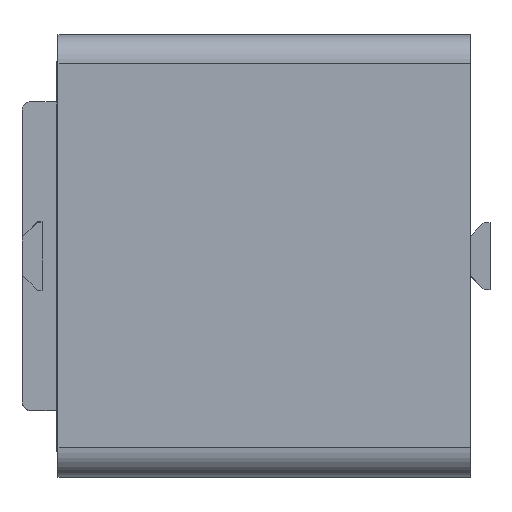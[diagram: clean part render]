
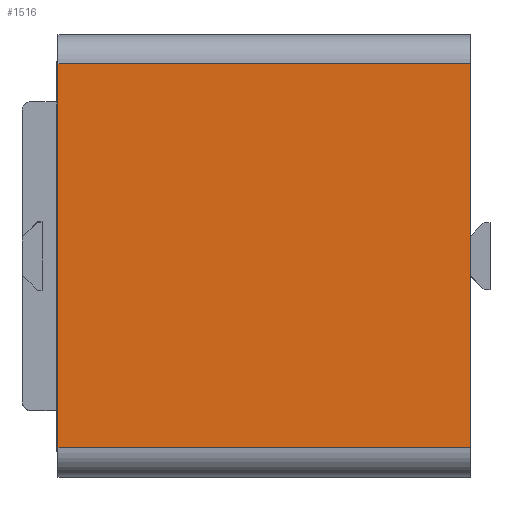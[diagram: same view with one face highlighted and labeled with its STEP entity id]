
A CAD part, top view. The second image highlights one B-rep face of the part: STEP entity #1516.
In plain terms, the highlighted planar face has unit normal (0, 0, 1).
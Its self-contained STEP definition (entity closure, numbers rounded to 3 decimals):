
#246=DIRECTION('',(-1.,0.,0.));
#247=VECTOR('',#246,24.05);
#248=CARTESIAN_POINT('',(6.816,11.2,14.9));
#249=LINE('',#248,#247);
#254=DIRECTION('',(0.,-1.,0.));
#255=VECTOR('',#254,22.4);
#256=CARTESIAN_POINT('',(6.816,11.2,14.9));
#257=LINE('',#256,#255);
#258=DIRECTION('',(0.,1.,0.));
#259=VECTOR('',#258,22.4);
#260=CARTESIAN_POINT('',(-17.234,-11.2,14.9));
#261=LINE('',#260,#259);
#271=DIRECTION('',(1.,0.,0.));
#272=VECTOR('',#271,24.05);
#273=CARTESIAN_POINT('',(-17.234,-11.2,14.9));
#274=LINE('',#273,#272);
#1180=CARTESIAN_POINT('',(-17.234,11.2,14.9));
#1181=VERTEX_POINT('',#1180);
#1182=CARTESIAN_POINT('',(-17.234,-11.2,14.9));
#1183=VERTEX_POINT('',#1182);
#1212=CARTESIAN_POINT('',(6.816,11.2,14.9));
#1213=VERTEX_POINT('',#1212);
#1214=CARTESIAN_POINT('',(6.816,-11.2,14.9));
#1215=VERTEX_POINT('',#1214);
#1503=CARTESIAN_POINT('',(0.416,0.,14.9));
#1504=DIRECTION('',(0.,0.,1.));
#1505=DIRECTION('',(0.,-1.,0.));
#1506=AXIS2_PLACEMENT_3D('',#1503,#1504,#1505);
#1507=PLANE('',#1506);
#1508=ORIENTED_EDGE('',*,*,#1324,.T.);
#1510=ORIENTED_EDGE('',*,*,#1509,.F.);
#1512=ORIENTED_EDGE('',*,*,#1511,.T.);
#1513=ORIENTED_EDGE('',*,*,#1495,.F.);
#1514=EDGE_LOOP('',(#1508,#1510,#1512,#1513));
#1515=FACE_OUTER_BOUND('',#1514,.F.);
#1324=EDGE_CURVE('',#1213,#1215,#257,.T.);
#1495=EDGE_CURVE('',#1213,#1181,#249,.T.);
#1509=EDGE_CURVE('',#1183,#1215,#274,.T.);
#1511=EDGE_CURVE('',#1183,#1181,#261,.T.);
#1516=ADVANCED_FACE('',(#1515),#1507,.T.);
